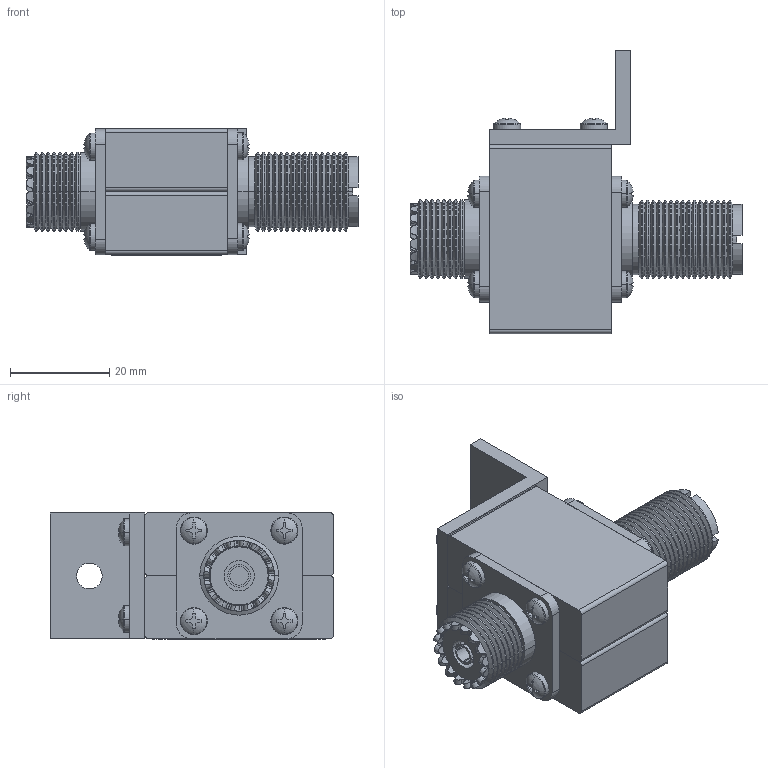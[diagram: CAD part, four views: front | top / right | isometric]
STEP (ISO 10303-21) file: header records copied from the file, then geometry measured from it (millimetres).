
FILE_DESCRIPTION (( 'STEP AP214' ), '1' );
FILE_NAME ('IS-B50LU-C0.STEP', '2019-07-30T21:21:23', ( '' ), ( '' ), 'SwSTEP 2.0', 'SolidWorks 2019', '' );
FILE_SCHEMA (( 'AUTOMOTIVE_DESIGN' ));
Length unit declared in the file: inch
Products named in the file (13): 2021-2103-01; 5100-0002; 1081-0251-05; Solder_2600-166; 9030-0085; IS-B50LU-C0; 9040-0577; 2021-2100; 2021-2100-02; 2021-2103; 5330-001; 7020-0074; 5210-0018
Assembly tree (22 placements, depth 4):
  Solder_2600-166
  IS-B50LU-C0
    9030-0085
      5330-001
    2021-2103-01
      2021-2103
    5100-0002
    5210-0018
    7020-0074
    1081-0251-05  x12
    9040-0577
      2021-2100-02
        2021-2100
Bounding box: 66.93 x 57.15 x 25.53 mm (x, y, z)
Volume: 31553.8 mm3; surface area: 22266.8 mm2
Topology: 19 solids, 19 shells, 3092 faces, 7585 edges, 4665 vertices
Faces by surface type: plane 1137, cone 734, cylinder 702, bspline 471, torus 48
Entity records: 99369 total; most frequent: CARTESIAN_POINT 37713, ORIENTED_EDGE 10070, DIRECTION 7576, EDGE_CURVE 5035, VERTEX_POINT 3268, LINE 3222, VECTOR 3222, AXIS2_PLACEMENT_3D 2177
